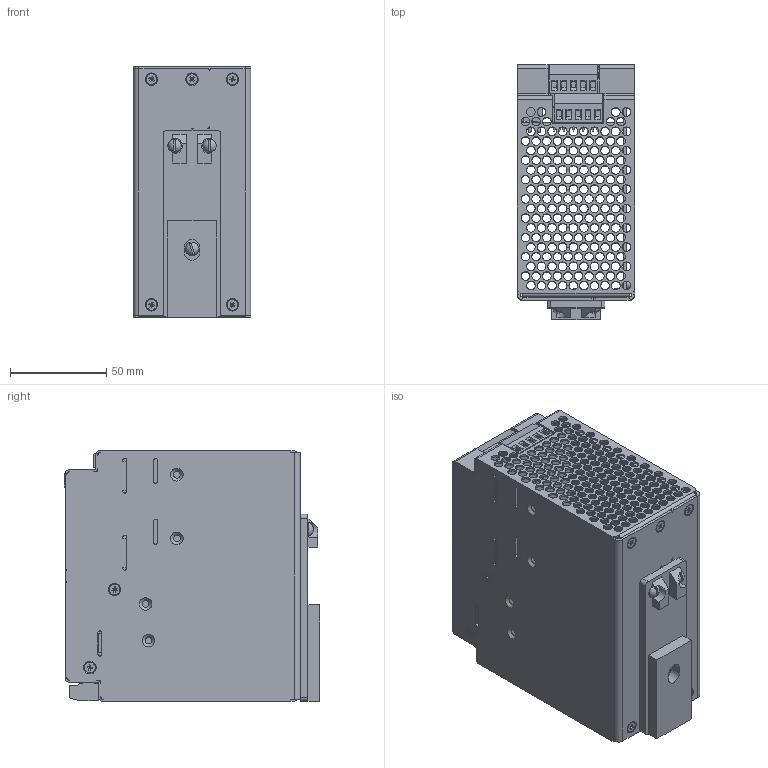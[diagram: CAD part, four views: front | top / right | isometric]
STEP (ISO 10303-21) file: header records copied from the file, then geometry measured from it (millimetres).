
FILE_DESCRIPTION(('STEP AP214'), '1');
FILE_NAME('栖闉罻', '2019-12-23T09:16:07', ('砐錪賧瘔蠈錪 Windows'), (''), 'ASCON STEP Converter 1.6', 'ASCON Math Kernel', '');
FILE_SCHEMA(('AUTOMOTIVE_DESIGN { 1 0 10303 214 3 1 1}'));
Length unit declared in the file: millimetre
Products named in the file (2): 櫛ち.436237.017
Assembly tree (1 placements, depth 2):
  (unnamed)
    櫛ち.436237.017
Bounding box: 61 x 132.3 x 130 mm (x, y, z)
Volume: 147223.1 mm3; surface area: 168260.7 mm2
Topology: 1 solids, 1 shells, 1736 faces, 4568 edges, 2928 vertices
Faces by surface type: plane 1091, cylinder 578, cone 64, sphere 3
Full cylindrical faces by diameter (mm): 1.5 x8, 2.459 x4, 3 x8, 3.2 x1, 3.242 x1, 3.5 x13, 4 x8, 4.2 x2, 4.5 x369, 5 x4, 5.6 x11, 6 x6, 7 x3, 7.9 x3
Entity records: 66783 total; most frequent: CARTESIAN_POINT 9163, DIRECTION 8764, ORIENTED_EDGE 8146, EDGE_CURVE 4073, EDGE_LOOP 3171, AXIS2_PLACEMENT_3D 3021, VERTEX_POINT 2928, LINE 2722
